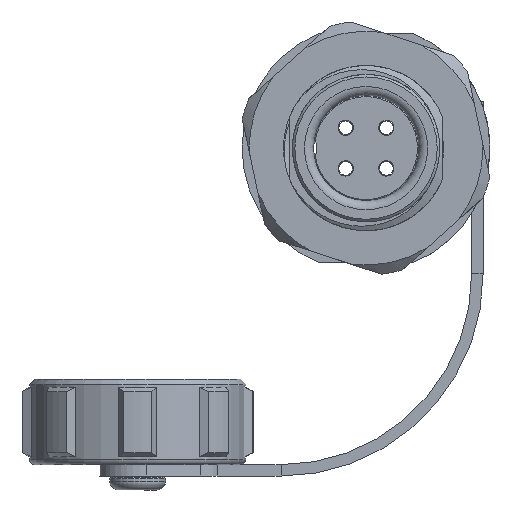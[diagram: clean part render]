
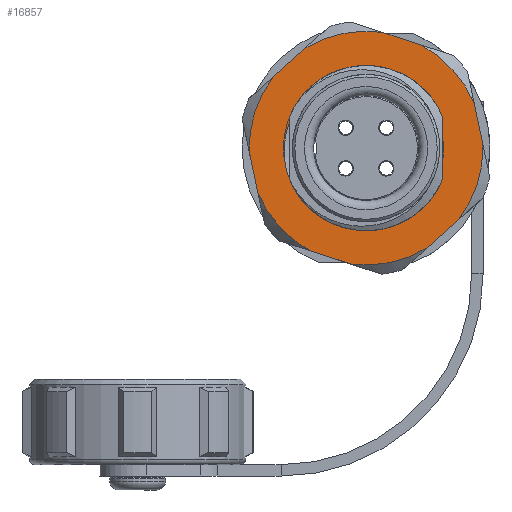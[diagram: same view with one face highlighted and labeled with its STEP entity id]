
A CAD part, left-side view. The second image highlights one B-rep face of the part: STEP entity #16857.
In plain terms, the highlighted face is planar.
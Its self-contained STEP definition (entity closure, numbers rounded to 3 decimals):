
#15770=CARTESIAN_POINT('',(3.65,5.871,2.789));
#15771=VERTEX_POINT('',#15770);
#15818=CARTESIAN_POINT('',(3.65,0.757,6.456));
#15819=VERTEX_POINT('',#15818);
#15820=CARTESIAN_POINT('',(3.65,0.0,0.0));
#15821=DIRECTION('',(-1.0,0.0,0.0));
#15822=DIRECTION('',(0.0,0.0,1.0));
#15823=AXIS2_PLACEMENT_3D('',#15820,#15821,#15822);
#15824=CIRCLE('',#15823,6.5);
#15825=EDGE_CURVE('',#15819,#15771,#15824,.T.);
#16079=CARTESIAN_POINT('',(3.65,-5.438,2.764));
#16080=VERTEX_POINT('',#16079);
#16081=CARTESIAN_POINT('',(3.65,-5.438,2.764));
#16082=CARTESIAN_POINT('',(3.65,-5.032,3.682));
#16083=CARTESIAN_POINT('',(3.65,-4.394,4.499));
#16084=CARTESIAN_POINT('',(3.65,-3.605,5.119));
#16085=CARTESIAN_POINT('',(3.65,-2.972,5.616));
#16086=CARTESIAN_POINT('',(3.65,-2.238,5.99));
#16087=CARTESIAN_POINT('',(3.65,-1.463,6.216));
#16088=CARTESIAN_POINT('',(3.65,-1.248,6.279));
#16089=CARTESIAN_POINT('',(3.65,-1.03,6.33));
#16090=CARTESIAN_POINT('',(3.65,-0.81,6.369));
#16091=CARTESIAN_POINT('',(3.65,-0.293,6.462));
#16092=CARTESIAN_POINT('',(3.65,0.233,6.49));
#16093=CARTESIAN_POINT('',(3.65,0.757,6.455));
#16094=B_SPLINE_CURVE_WITH_KNOTS('',3,(#16081,#16082,#16083,#16084,#16085,#16086,#16087,#16088,#16089,#16090,#16091,#16092,#16093),.UNSPECIFIED.,.F.,.U.,(4,3,3,3,4),(0.545,0.848,1.09,1.157,1.314),.UNSPECIFIED.);
#16095=EDGE_CURVE('',#16080,#15819,#16094,.T.);
#16510=CARTESIAN_POINT('',(3.65,4.363,-4.263));
#16511=VERTEX_POINT('',#16510);
#16543=CARTESIAN_POINT('',(3.65,5.871,2.789));
#16544=CARTESIAN_POINT('',(3.65,6.169,2.071));
#16545=CARTESIAN_POINT('',(3.65,6.334,1.306));
#16546=CARTESIAN_POINT('',(3.65,6.359,0.531));
#16547=CARTESIAN_POINT('',(3.65,6.368,0.262));
#16548=CARTESIAN_POINT('',(3.65,6.36,-0.008));
#16549=CARTESIAN_POINT('',(3.65,6.334,-0.276));
#16550=CARTESIAN_POINT('',(3.65,6.27,-0.952));
#16551=CARTESIAN_POINT('',(3.65,6.094,-1.617));
#16552=CARTESIAN_POINT('',(3.65,5.817,-2.239));
#16553=CARTESIAN_POINT('',(3.65,5.679,-2.549));
#16554=CARTESIAN_POINT('',(3.65,5.517,-2.846));
#16555=CARTESIAN_POINT('',(3.65,5.331,-3.128));
#16556=CARTESIAN_POINT('',(3.65,5.056,-3.543));
#16557=CARTESIAN_POINT('',(3.65,4.73,-3.925));
#16558=CARTESIAN_POINT('',(3.65,4.363,-4.263));
#16559=B_SPLINE_CURVE_WITH_KNOTS('',3,(#16543,#16544,#16545,#16546,#16547,#16548,#16549,#16550,#16551,#16552,#16553,#16554,#16555,#16556,#16557,#16558),.UNSPECIFIED.,.F.,.U.,(4,3,3,3,3,4),(0.0,0.233,0.314,0.519,0.621,0.771),.UNSPECIFIED.);
#16560=EDGE_CURVE('',#15771,#16511,#16559,.T.);
#16702=CARTESIAN_POINT('',(3.65,0.0,0.0));
#16703=DIRECTION('',(1.0,0.0,0.0));
#16704=DIRECTION('',(0.0,0.0,-1.0));
#16705=AXIS2_PLACEMENT_3D('',#16702,#16703,#16704);
#16706=CIRCLE('',#16705,6.1);
#16707=EDGE_CURVE('',#16080,#16511,#16706,.T.);
#16742=CARTESIAN_POINT('',(3.65,0.,0.));
#16743=DIRECTION('',(1.0,0.0,0.0));
#16744=DIRECTION('',(0.0,0.0,-1.0));
#16745=AXIS2_PLACEMENT_3D('',#16742,#16743,#16744);
#16746=PLANE('',#16745);
#16747=CARTESIAN_POINT('',(3.65,-7.01,-5.958));
#16748=VERTEX_POINT('',#16747);
#16749=CARTESIAN_POINT('',(3.65,-1.655,-9.05));
#16750=VERTEX_POINT('',#16749);
#16751=CARTESIAN_POINT('',(3.65,0.0,0.0));
#16752=DIRECTION('',(1.0,0.0,0.0));
#16753=DIRECTION('',(0.0,1.0,0.0));
#16754=AXIS2_PLACEMENT_3D('',#16751,#16752,#16753);
#16755=CIRCLE('',#16754,9.2);
#16756=EDGE_CURVE('',#16748,#16750,#16755,.T.);
#16757=ORIENTED_EDGE('',*,*,#16756,.T.);
#16758=CARTESIAN_POINT('',(3.65,1.655,-9.05));
#16759=VERTEX_POINT('',#16758);
#16760=CARTESIAN_POINT('',(3.65,-1.655,-9.05));
#16761=DIRECTION('',(0.0,1.0,0.0));
#16762=VECTOR('',#16761,3.309);
#16763=LINE('',#16760,#16762);
#16764=EDGE_CURVE('',#16750,#16759,#16763,.T.);
#16765=ORIENTED_EDGE('',*,*,#16764,.T.);
#16766=CARTESIAN_POINT('',(3.65,7.01,-5.958));
#16767=VERTEX_POINT('',#16766);
#16768=CARTESIAN_POINT('',(3.65,0.0,0.0));
#16769=DIRECTION('',(1.0,0.0,0.0));
#16770=DIRECTION('',(0.0,1.0,0.0));
#16771=AXIS2_PLACEMENT_3D('',#16768,#16769,#16770);
#16772=CIRCLE('',#16771,9.2);
#16773=EDGE_CURVE('',#16759,#16767,#16772,.T.);
#16774=ORIENTED_EDGE('',*,*,#16773,.T.);
#16775=CARTESIAN_POINT('',(3.65,8.665,-3.092));
#16776=VERTEX_POINT('',#16775);
#16777=CARTESIAN_POINT('',(3.65,7.01,-5.958));
#16778=DIRECTION('',(0.0,0.5,0.866));
#16779=VECTOR('',#16778,3.309);
#16780=LINE('',#16777,#16779);
#16781=EDGE_CURVE('',#16767,#16776,#16780,.T.);
#16782=ORIENTED_EDGE('',*,*,#16781,.T.);
#16783=CARTESIAN_POINT('',(3.65,8.665,3.092));
#16784=VERTEX_POINT('',#16783);
#16785=CARTESIAN_POINT('',(3.65,0.0,0.0));
#16786=DIRECTION('',(1.0,0.0,0.0));
#16787=DIRECTION('',(0.0,1.0,0.0));
#16788=AXIS2_PLACEMENT_3D('',#16785,#16786,#16787);
#16789=CIRCLE('',#16788,9.2);
#16790=EDGE_CURVE('',#16776,#16784,#16789,.T.);
#16791=ORIENTED_EDGE('',*,*,#16790,.T.);
#16792=CARTESIAN_POINT('',(3.65,7.01,5.958));
#16793=VERTEX_POINT('',#16792);
#16794=CARTESIAN_POINT('',(3.65,8.665,3.092));
#16795=DIRECTION('',(0.0,-0.5,0.866));
#16796=VECTOR('',#16795,3.309);
#16797=LINE('',#16794,#16796);
#16798=EDGE_CURVE('',#16784,#16793,#16797,.T.);
#16799=ORIENTED_EDGE('',*,*,#16798,.T.);
#16800=CARTESIAN_POINT('',(3.65,1.655,9.05));
#16801=VERTEX_POINT('',#16800);
#16802=CARTESIAN_POINT('',(3.65,0.0,0.0));
#16803=DIRECTION('',(1.0,0.0,0.0));
#16804=DIRECTION('',(0.0,1.0,0.0));
#16805=AXIS2_PLACEMENT_3D('',#16802,#16803,#16804);
#16806=CIRCLE('',#16805,9.2);
#16807=EDGE_CURVE('',#16793,#16801,#16806,.T.);
#16808=ORIENTED_EDGE('',*,*,#16807,.T.);
#16809=CARTESIAN_POINT('',(3.65,-1.655,9.05));
#16810=VERTEX_POINT('',#16809);
#16811=CARTESIAN_POINT('',(3.65,1.655,9.05));
#16812=DIRECTION('',(0.0,-1.0,0.0));
#16813=VECTOR('',#16812,3.309);
#16814=LINE('',#16811,#16813);
#16815=EDGE_CURVE('',#16801,#16810,#16814,.T.);
#16816=ORIENTED_EDGE('',*,*,#16815,.T.);
#16817=CARTESIAN_POINT('',(3.65,-7.01,5.958));
#16818=VERTEX_POINT('',#16817);
#16819=CARTESIAN_POINT('',(3.65,0.0,0.0));
#16820=DIRECTION('',(1.0,0.0,0.0));
#16821=DIRECTION('',(0.0,1.0,0.0));
#16822=AXIS2_PLACEMENT_3D('',#16819,#16820,#16821);
#16823=CIRCLE('',#16822,9.2);
#16824=EDGE_CURVE('',#16810,#16818,#16823,.T.);
#16825=ORIENTED_EDGE('',*,*,#16824,.T.);
#16826=CARTESIAN_POINT('',(3.65,-8.665,3.092));
#16827=VERTEX_POINT('',#16826);
#16828=CARTESIAN_POINT('',(3.65,-7.01,5.958));
#16829=DIRECTION('',(0.0,-0.5,-0.866));
#16830=VECTOR('',#16829,3.309);
#16831=LINE('',#16828,#16830);
#16832=EDGE_CURVE('',#16818,#16827,#16831,.T.);
#16833=ORIENTED_EDGE('',*,*,#16832,.T.);
#16834=CARTESIAN_POINT('',(3.65,-8.665,-3.092));
#16835=VERTEX_POINT('',#16834);
#16836=CARTESIAN_POINT('',(3.65,0.0,0.0));
#16837=DIRECTION('',(1.0,0.0,0.0));
#16838=DIRECTION('',(0.0,1.0,0.0));
#16839=AXIS2_PLACEMENT_3D('',#16836,#16837,#16838);
#16840=CIRCLE('',#16839,9.2);
#16841=EDGE_CURVE('',#16827,#16835,#16840,.T.);
#16842=ORIENTED_EDGE('',*,*,#16841,.T.);
#16843=CARTESIAN_POINT('',(3.65,-8.665,-3.092));
#16844=DIRECTION('',(0.0,0.5,-0.866));
#16845=VECTOR('',#16844,3.309);
#16846=LINE('',#16843,#16845);
#16847=EDGE_CURVE('',#16835,#16748,#16846,.T.);
#16848=ORIENTED_EDGE('',*,*,#16847,.T.);
#16849=EDGE_LOOP('',(#16757,#16765,#16774,#16782,#16791,#16799,#16808,#16816,#16825,#16833,#16842,#16848));
#16850=FACE_OUTER_BOUND('',#16849,.T.);
#16851=ORIENTED_EDGE('',*,*,#16560,.T.);
#16852=ORIENTED_EDGE('',*,*,#16707,.F.);
#16853=ORIENTED_EDGE('',*,*,#16095,.T.);
#16854=ORIENTED_EDGE('',*,*,#15825,.T.);
#16855=EDGE_LOOP('',(#16851,#16852,#16853,#16854));
#16856=FACE_BOUND('',#16855,.T.);
#16857=ADVANCED_FACE('',(#16850,#16856),#16746,.T.);
